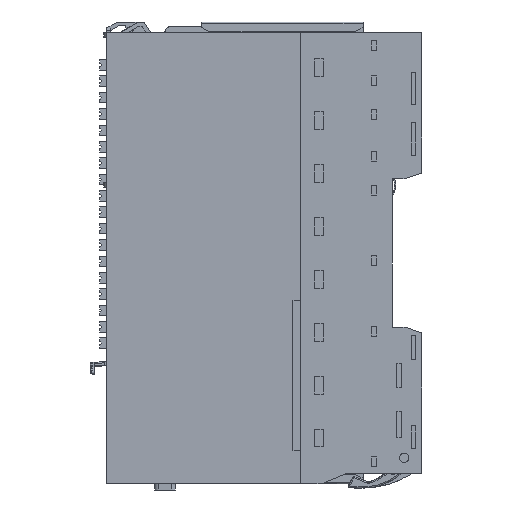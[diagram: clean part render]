
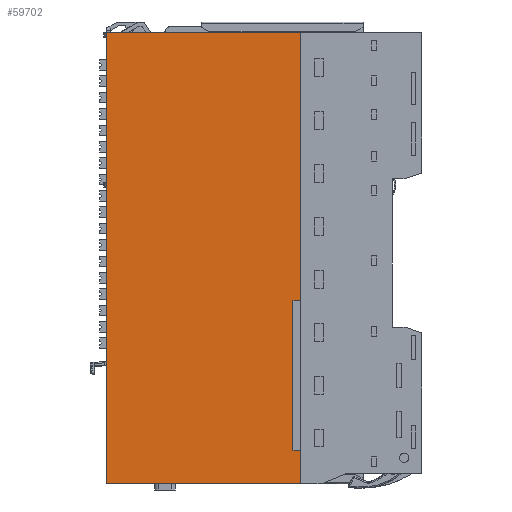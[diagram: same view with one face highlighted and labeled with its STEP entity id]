
A CAD part, left-side view. The second image highlights one B-rep face of the part: STEP entity #59702.
In plain terms, the highlighted planar face has unit normal (-1, 0.018, 0).
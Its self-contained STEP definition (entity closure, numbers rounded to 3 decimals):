
#541=DIRECTION('',(0.017,1.,0.));
#542=VECTOR('',#541,46.207);
#543=CARTESIAN_POINT('',(-24.307,18.9,-55.));
#544=LINE('',#543,#542);
#1839=DIRECTION('',(0.017,1.,0.));
#1840=VECTOR('',#1839,46.207);
#1841=CARTESIAN_POINT('',(-24.307,18.9,52.5));
#1842=LINE('',#1841,#1840);
#5968=DIRECTION('',(0.,0.,1.));
#5969=VECTOR('',#5968,107.5);
#5970=CARTESIAN_POINT('',(-23.5,65.1,-55.));
#5971=LINE('',#5970,#5969);
#19630=DIRECTION('',(0.,0.,-1.));
#19631=VECTOR('',#19630,105.5);
#19632=CARTESIAN_POINT('',(-24.307,18.9,51.5));
#19633=LINE('',#19632,#19631);
#19634=DIRECTION('',(0.,0.,-1.));
#19635=VECTOR('',#19634,1.);
#19636=CARTESIAN_POINT('',(-24.307,18.9,-54.));
#19637=LINE('',#19636,#19635);
#19638=DIRECTION('',(0.,0.,-1.));
#19639=VECTOR('',#19638,1.);
#19640=CARTESIAN_POINT('',(-24.307,18.9,52.5));
#19641=LINE('',#19640,#19639);
#30342=CARTESIAN_POINT('',(-23.5,65.1,-55.));
#30343=CARTESIAN_POINT('',(-23.5,65.1,52.5));
#30344=VERTEX_POINT('',#30342);
#30345=VERTEX_POINT('',#30343);
#30347=CARTESIAN_POINT('',(-24.307,18.9,-55.));
#30349=VERTEX_POINT('',#30347);
#30351=CARTESIAN_POINT('',(-24.307,18.9,52.5));
#30353=VERTEX_POINT('',#30351);
#31547=CARTESIAN_POINT('',(-24.307,18.9,-54.));
#31549=VERTEX_POINT('',#31547);
#31553=CARTESIAN_POINT('',(-24.307,18.9,51.5));
#31554=VERTEX_POINT('',#31553);
#59686=CARTESIAN_POINT('',(-24.307,18.9,52.5));
#59687=DIRECTION('',(1.,-0.017,0.));
#59688=DIRECTION('',(0.017,1.,0.));
#59689=AXIS2_PLACEMENT_3D('',#59686,#59687,#59688);
#59690=PLANE('',#59689);
#59692=ORIENTED_EDGE('',*,*,#59691,.T.);
#59694=ORIENTED_EDGE('',*,*,#59693,.T.);
#59695=ORIENTED_EDGE('',*,*,#32303,.T.);
#59696=ORIENTED_EDGE('',*,*,#38595,.T.);
#59697=ORIENTED_EDGE('',*,*,#34390,.F.);
#59699=ORIENTED_EDGE('',*,*,#59698,.T.);
#59700=EDGE_LOOP('',(#59692,#59694,#59695,#59696,#59697,#59699));
#59701=FACE_OUTER_BOUND('',#59700,.F.);
#59702=ADVANCED_FACE('',(#59701),#59690,.F.);
#32303=EDGE_CURVE('',#30349,#30344,#544,.T.);
#34390=EDGE_CURVE('',#30353,#30345,#1842,.T.);
#38595=EDGE_CURVE('',#30344,#30345,#5971,.T.);
#59691=EDGE_CURVE('',#31554,#31549,#19633,.T.);
#59693=EDGE_CURVE('',#31549,#30349,#19637,.T.);
#59698=EDGE_CURVE('',#30353,#31554,#19641,.T.);
